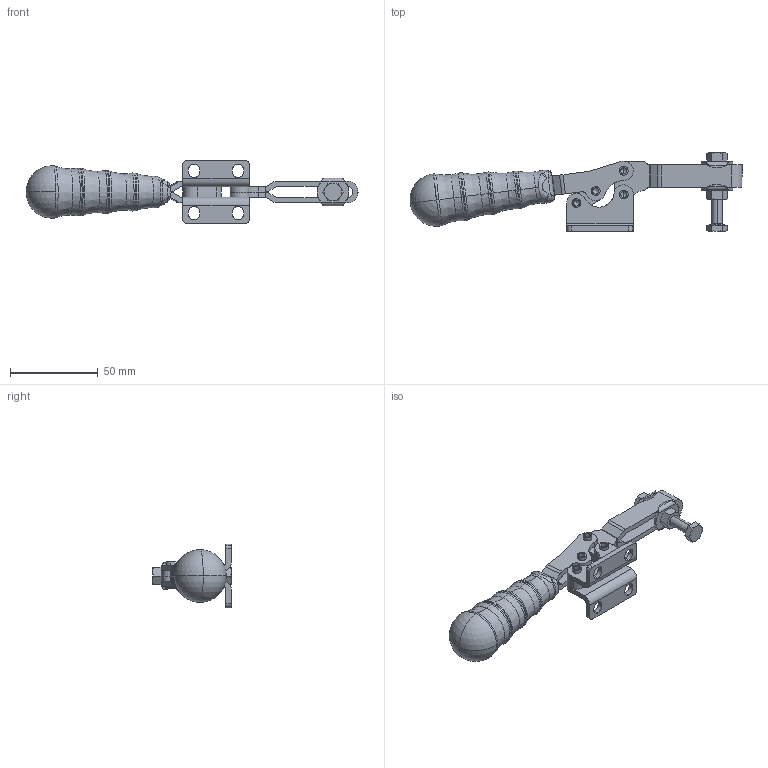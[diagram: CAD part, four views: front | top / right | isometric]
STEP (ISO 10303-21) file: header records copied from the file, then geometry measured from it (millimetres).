
FILE_DESCRIPTION((''),'2;1');
FILE_NAME('122.0.stp','2005-09-27T15:18:18',('Kysilko'),(''),'Autodesk Inventor 8','Autodesk Inventor 8','');
FILE_SCHEMA(('AUTOMOTIVE_DESIGN { 1 0 10303 214 1 1 1 1 }'));
Length unit declared in the file: millimetre
Products named in the file (1): Part10
Bounding box: 189.43 x 44.8 x 36.21 mm (x, y, z)
Volume: 55532.4 mm3; surface area: 23835.7 mm2
Topology: 1 solids, 4 shells, 1100 faces, 3609 edges, 2165 vertices
Faces by surface type: plane 389, cone 360, cylinder 187, bspline 146, sphere 10, torus 8
Entity records: 47271 total; most frequent: CARTESIAN_POINT 16740, ORIENTED_EDGE 7182, DIRECTION 6229, EDGE_CURVE 3591, AXIS2_PLACEMENT_3D 2389, VERTEX_POINT 2165, VECTOR 1451, LINE 1451
